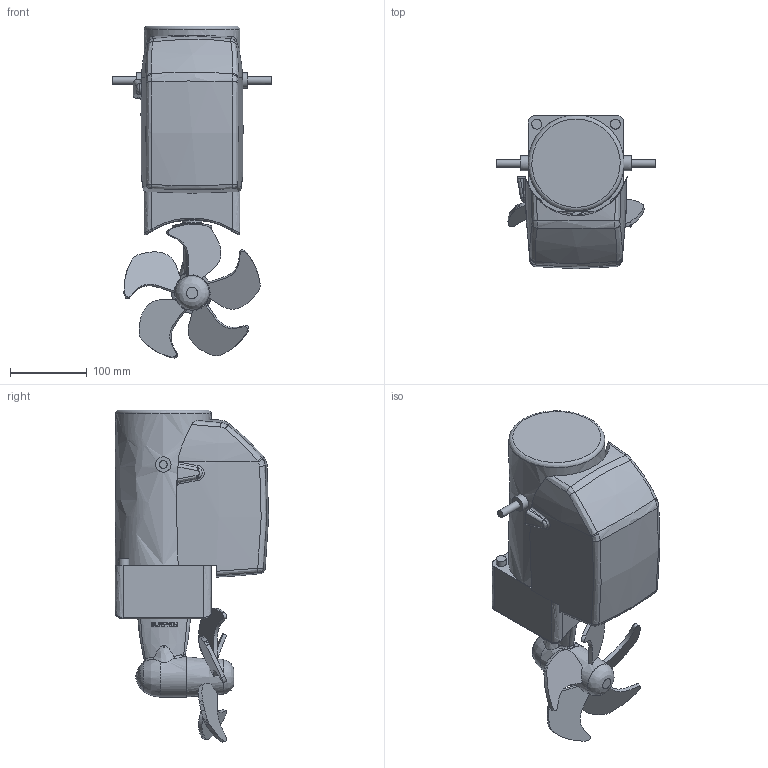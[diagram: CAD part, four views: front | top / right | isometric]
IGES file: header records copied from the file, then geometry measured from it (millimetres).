
Global section: file name: SE60_185mm (12V); native system: Autodesk Inventor 2015; preprocessor: unknown; author: Elvira H.; date: 20151106.104237; units: millimetre
Bounding box: 208 x 199.67 x 432.41 mm (x, y, z)
Volume: 5545915 mm3; surface area: 324063.4 mm2
Topology: 1 solids, 1 shells, 479 faces, 1203 edges, 745 vertices
Faces by surface type: bspline 479
